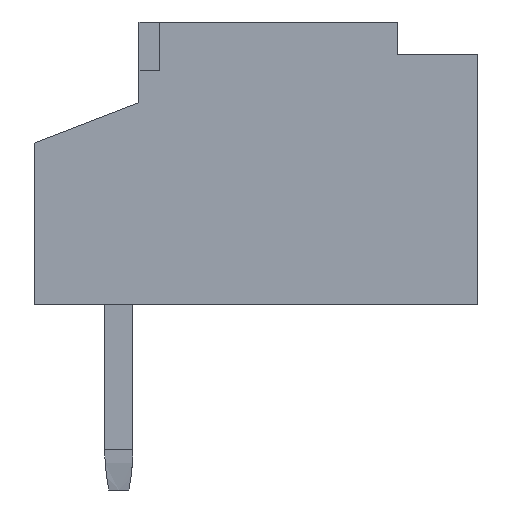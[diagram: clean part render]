
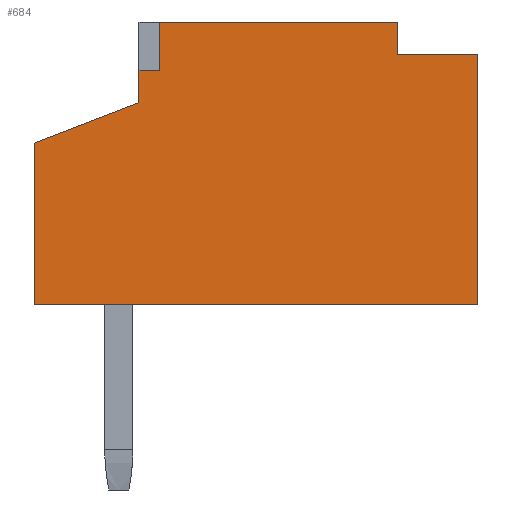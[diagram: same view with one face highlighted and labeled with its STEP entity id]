
A CAD part, left-side view. The second image highlights one B-rep face of the part: STEP entity #684.
In plain terms, the highlighted planar face has unit normal (-1, 0, 0).
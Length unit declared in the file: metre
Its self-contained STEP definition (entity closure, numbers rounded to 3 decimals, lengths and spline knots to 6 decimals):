
#516 = EDGE_CURVE( '', #1437, #1438, #1439, .T. );
#572 = EDGE_CURVE( '', #1533, #1534, #1535, .T. );
#580 = EDGE_CURVE( '', #1540, #1547, #1548, .T. );
#654 = EDGE_CURVE( '', #1668, #1386, #1669, .T. );
#684 = ADVANCED_FACE( '', ( #1720 ), #1721, .T. );
#770 = EDGE_CURVE( '', #1848, #1547, #1849, .T. );
#840 = EDGE_CURVE( '', #1437, #1540, #1952, .T. );
#1074 = EDGE_CURVE( '', #1848, #2237, #2238, .T. );
#1112 = EDGE_CURVE( '', #1534, #2237, #2284, .T. );
#1150 = EDGE_CURVE( '', #1533, #1386, #2330, .T. );
#1268 = EDGE_CURVE( '', #1668, #1438, #2467, .T. );
#1386 = VERTEX_POINT( '', #2599 );
#1437 = VERTEX_POINT( '', #2664 );
#1438 = VERTEX_POINT( '', #2665 );
#1439 = LINE( '', #2666, #2667 );
#1533 = VERTEX_POINT( '', #2801 );
#1534 = VERTEX_POINT( '', #2802 );
#1535 = LINE( '', #2803, #2804 );
#1540 = VERTEX_POINT( '', #2812 );
#1547 = VERTEX_POINT( '', #2821 );
#1548 = LINE( '', #2822, #2823 );
#1668 = VERTEX_POINT( '', #3019 );
#1669 = LINE( '', #3020, #3021 );
#1720 = FACE_OUTER_BOUND( '', #3094, .T. );
#1721 = PLANE( '', #3095 );
#1848 = VERTEX_POINT( '', #3345 );
#1849 = LINE( '', #3346, #3347 );
#1952 = LINE( '', #3513, #3514 );
#2237 = VERTEX_POINT( '', #4040 );
#2238 = LINE( '', #4041, #4042 );
#2284 = LINE( '', #4113, #4114 );
#2330 = LINE( '', #4183, #4184 );
#2467 = LINE( '', #4460, #4461 );
#2599 = CARTESIAN_POINT( '', ( -0.002125, 0.001228, 0.00293 ) );
#2664 = CARTESIAN_POINT( '', ( -0.002125, 0.002778, 0.00203 ) );
#2665 = CARTESIAN_POINT( '', ( -0.002125, 0.001478, 0.00253 ) );
#2666 = CARTESIAN_POINT( '', ( -0.002125, 0.002778, 0.00203 ) );
#2667 = VECTOR( '', #4677, 1. );
#2801 = CARTESIAN_POINT( '', ( -0.002125, 0.001228, 0.00353 ) );
#2802 = CARTESIAN_POINT( '', ( -0.002125, -0.001722, 0.00353 ) );
#2803 = CARTESIAN_POINT( '', ( -0.002125, 0.001228, 0.00353 ) );
#2804 = VECTOR( '', #4760, 1. );
#2812 = CARTESIAN_POINT( '', ( -0.002125, 0.002778, 0.00003 ) );
#2821 = CARTESIAN_POINT( '', ( -0.002125, -0.002722, 0.00003 ) );
#2822 = CARTESIAN_POINT( '', ( -0.002125, 0.002778, 0.00003 ) );
#2823 = VECTOR( '', #4771, 1. );
#3019 = CARTESIAN_POINT( '', ( -0.002125, 0.001478, 0.00293 ) );
#3020 = CARTESIAN_POINT( '', ( -0.002125, 0.001478, 0.00293 ) );
#3021 = VECTOR( '', #4895, 1. );
#3094 = EDGE_LOOP( '', ( #4935, #4936, #4937, #4938, #4939, #4940, #4941, #4942, #4943, #4944 ) );
#3095 = AXIS2_PLACEMENT_3D( '', #4945, #4946, #4947 );
#3345 = CARTESIAN_POINT( '', ( -0.002125, -0.002722, 0.00313 ) );
#3346 = CARTESIAN_POINT( '', ( -0.002125, -0.002722, 0.00313 ) );
#3347 = VECTOR( '', #5083, 1. );
#3513 = CARTESIAN_POINT( '', ( -0.002125, 0.002778, 0.00203 ) );
#3514 = VECTOR( '', #5178, 1. );
#4040 = CARTESIAN_POINT( '', ( -0.002125, -0.001722, 0.00313 ) );
#4041 = CARTESIAN_POINT( '', ( -0.002125, -0.002722, 0.00313 ) );
#4042 = VECTOR( '', #5484, 1. );
#4113 = CARTESIAN_POINT( '', ( -0.002125, -0.001722, 0.00353 ) );
#4114 = VECTOR( '', #5555, 1. );
#4183 = CARTESIAN_POINT( '', ( -0.002125, 0.001228, 0.00353 ) );
#4184 = VECTOR( '', #5631, 1. );
#4460 = CARTESIAN_POINT( '', ( -0.002125, 0.001478, 0.00293 ) );
#4461 = VECTOR( '', #5832, 1. );
#4677 = DIRECTION( '', ( 0., -0.933, 0.359 ) );
#4760 = DIRECTION( '', ( 0., -1., 0. ) );
#4771 = DIRECTION( '', ( 0., -1., 0. ) );
#4895 = DIRECTION( '', ( 0., -1., 0. ) );
#4935 = ORIENTED_EDGE( '', *, *, #1268, .T. );
#4936 = ORIENTED_EDGE( '', *, *, #516, .F. );
#4937 = ORIENTED_EDGE( '', *, *, #840, .T. );
#4938 = ORIENTED_EDGE( '', *, *, #580, .T. );
#4939 = ORIENTED_EDGE( '', *, *, #770, .F. );
#4940 = ORIENTED_EDGE( '', *, *, #1074, .T. );
#4941 = ORIENTED_EDGE( '', *, *, #1112, .F. );
#4942 = ORIENTED_EDGE( '', *, *, #572, .F. );
#4943 = ORIENTED_EDGE( '', *, *, #1150, .T. );
#4944 = ORIENTED_EDGE( '', *, *, #654, .F. );
#4945 = CARTESIAN_POINT( '', ( -0.002125, 0.002778, 0.00353 ) );
#4946 = DIRECTION( '', ( -1., 0., 0. ) );
#4947 = DIRECTION( '', ( 0., 1., 0. ) );
#5083 = DIRECTION( '', ( 0., 0., -1. ) );
#5178 = DIRECTION( '', ( 0., 0., -1. ) );
#5484 = DIRECTION( '', ( 0., 1., 0. ) );
#5555 = DIRECTION( '', ( 0., 0., -1. ) );
#5631 = DIRECTION( '', ( 0., 0., -1. ) );
#5832 = DIRECTION( '', ( 0., 0., -1. ) );
